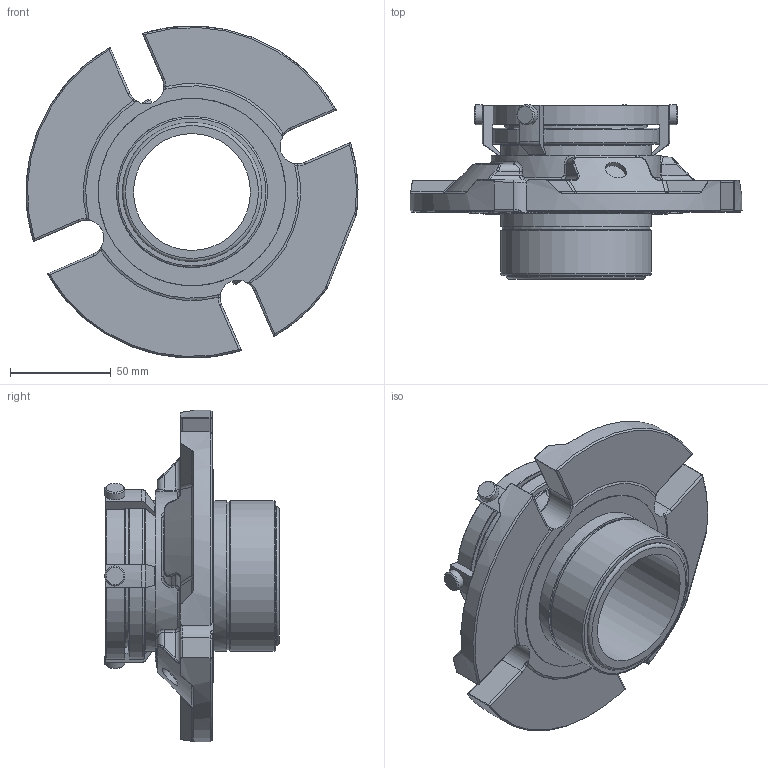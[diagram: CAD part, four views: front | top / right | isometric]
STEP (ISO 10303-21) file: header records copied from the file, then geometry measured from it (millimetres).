
FILE_DESCRIPTION(/* description */ ('Unknown'),/* implementation_level */ '2;1');
FILE_NAME(/* name */ '58mm',/* time_stamp */ '2023-02-06T14:49:21+00:00',/* author */ ('Unknown'),/* organization */ ('Unknown'),/* preprocessor_version */ 'ST-DEVELOPER v16.7',/* originating_system */ 'Solid Edge',/* authorisation */ 'Unknown');
FILE_SCHEMA (('AUTOMOTIVE_DESIGN {1 0 10303 214 3 1 1}'));
Length unit declared in the file: millimetre
Products named in the file (1): 58mm
Bounding box: 164.78 x 86.56 x 164.73 mm (x, y, z)
Volume: 404375.4 mm3; surface area: 89446.1 mm2
Topology: 1 solids, 1 shells, 608 faces, 1523 edges, 956 vertices
Faces by surface type: plane 198, cylinder 159, bspline 107, torus 87, sphere 32, cone 25
Full cylindrical faces by diameter (mm): 3.761 x1, 10 x4, 10.998 x2, 57.988 x1, 60.3 x1, 62.23 x1, 69.088 x1, 70.612 x1, 73.127 x1, 74.879 x1, 74.93 x1, 74.981 x1, 82.906 x1, 93.066 x1
Entity records: 21123 total; most frequent: CARTESIAN_POINT 7658, ORIENTED_EDGE 2942, DIRECTION 2563, EDGE_CURVE 1471, AXIS2_PLACEMENT_3D 1032, VERTEX_POINT 937, EDGE_LOOP 690, FACE_BOUND 690
